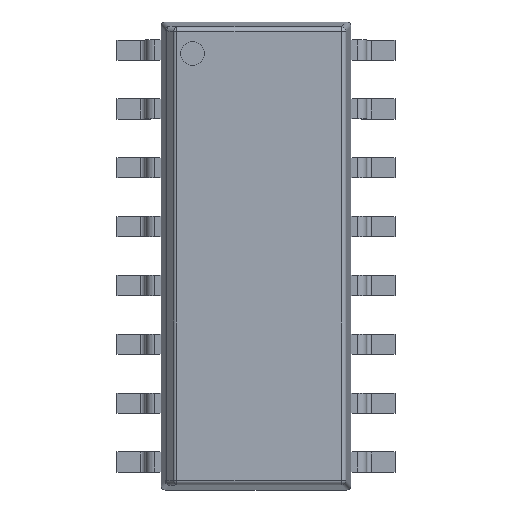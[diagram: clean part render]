
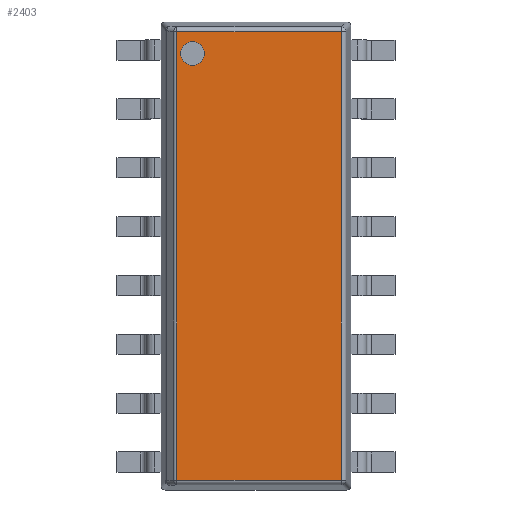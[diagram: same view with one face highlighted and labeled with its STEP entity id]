
A CAD part, top view. The second image highlights one B-rep face of the part: STEP entity #2403.
In plain terms, the highlighted planar face has unit normal (0, 0, 1).
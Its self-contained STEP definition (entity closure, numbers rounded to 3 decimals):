
#2226 = VERTEX_POINT('',#2227);
#2227 = CARTESIAN_POINT('',(0.341,9.891,2.59));
#2234 = EDGE_CURVE('',#2226,#2235,#2237,.T.);
#2235 = VERTEX_POINT('',#2236);
#2236 = CARTESIAN_POINT('',(3.891,9.891,2.59));
#2237 = LINE('',#2238,#2239);
#2238 = CARTESIAN_POINT('',(0.3,9.891,2.59));
#2239 = VECTOR('',#2240,1.);
#2240 = DIRECTION('',(1.,0.,0.));
#2301 = VERTEX_POINT('',#2302);
#2302 = CARTESIAN_POINT('',(3.891,0.209,2.59));
#2309 = EDGE_CURVE('',#2310,#2301,#2312,.T.);
#2310 = VERTEX_POINT('',#2311);
#2311 = CARTESIAN_POINT('',(0.341,0.209,2.59));
#2312 = LINE('',#2313,#2314);
#2313 = CARTESIAN_POINT('',(0.3,0.209,2.59));
#2314 = VECTOR('',#2315,1.);
#2315 = DIRECTION('',(1.,-0.,0.));
#2340 = EDGE_CURVE('',#2310,#2226,#2341,.T.);
#2341 = LINE('',#2342,#2343);
#2342 = CARTESIAN_POINT('',(0.341,0.119,2.59));
#2343 = VECTOR('',#2344,1.);
#2344 = DIRECTION('',(0.,1.,0.));
#2403 = ADVANCED_FACE('',(#2404,#2415),#2426,.T.);
#2404 = FACE_BOUND('',#2405,.T.);
#2405 = EDGE_LOOP('',(#2406,#2407,#2408,#2409));
#2406 = ORIENTED_EDGE('',*,*,#2234,.F.);
#2407 = ORIENTED_EDGE('',*,*,#2340,.F.);
#2408 = ORIENTED_EDGE('',*,*,#2309,.T.);
#2409 = ORIENTED_EDGE('',*,*,#2410,.T.);
#2410 = EDGE_CURVE('',#2301,#2235,#2411,.T.);
#2411 = LINE('',#2412,#2413);
#2412 = CARTESIAN_POINT('',(3.891,0.119,2.59));
#2413 = VECTOR('',#2414,1.);
#2414 = DIRECTION('',(0.,1.,-0.));
#2415 = FACE_BOUND('',#2416,.T.);
#2416 = EDGE_LOOP('',(#2417));
#2417 = ORIENTED_EDGE('',*,*,#2418,.F.);
#2418 = EDGE_CURVE('',#2419,#2419,#2421,.T.);
#2419 = VERTEX_POINT('',#2420);
#2420 = CARTESIAN_POINT('',(0.94,9.417,2.59));
#2421 = CIRCLE('',#2422,0.256);
#2422 = AXIS2_PLACEMENT_3D('',#2423,#2424,#2425);
#2423 = CARTESIAN_POINT('',(0.683,9.417,2.59));
#2424 = DIRECTION('',(0.,0.,1.));
#2425 = DIRECTION('',(1.,0.,-0.));
#2426 = PLANE('',#2427);
#2427 = AXIS2_PLACEMENT_3D('',#2428,#2429,#2430);
#2428 = CARTESIAN_POINT('',(0.,0.,2.59));
#2429 = DIRECTION('',(0.,0.,1.));
#2430 = DIRECTION('',(1.,0.,-0.));
